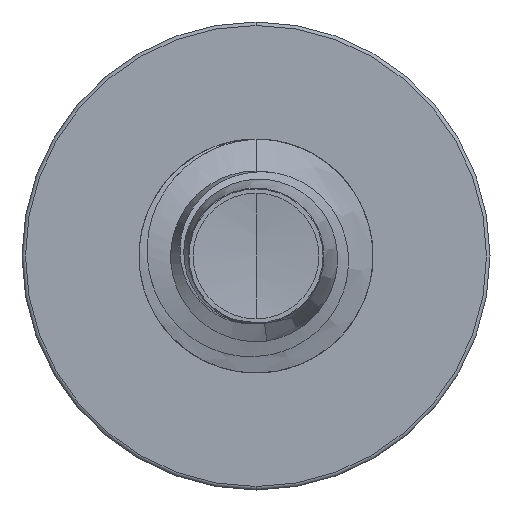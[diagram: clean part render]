
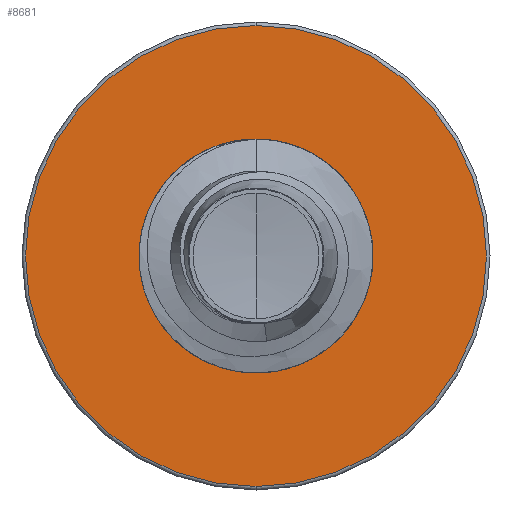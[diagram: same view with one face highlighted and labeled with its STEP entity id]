
A CAD part, front view. The second image highlights one B-rep face of the part: STEP entity #8681.
In plain terms, the highlighted planar face has unit normal (0, -1, 0).
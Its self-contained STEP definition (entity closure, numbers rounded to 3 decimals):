
#49 = CIRCLE ( 'NONE', #4956, 0.866 ) ;
#310 = CARTESIAN_POINT ( 'NONE',  ( 0., 5.5, 0. ) ) ;
#400 = EDGE_LOOP ( 'NONE', ( #1696, #2920 ) ) ;
#423 = EDGE_LOOP ( 'NONE', ( #1302, #7939 ) ) ;
#596 = CIRCLE ( 'NONE', #6596, 1.773 ) ;
#1302 = ORIENTED_EDGE ( 'NONE', *, *, #13491, .F. ) ;
#1463 = DIRECTION ( 'NONE',  ( 0., 0., 1. ) ) ;
#1696 = ORIENTED_EDGE ( 'NONE', *, *, #14354, .T. ) ;
#2099 = AXIS2_PLACEMENT_3D ( 'NONE', #5714, #13079, #3845 ) ;
#2920 = ORIENTED_EDGE ( 'NONE', *, *, #14472, .T. ) ;
#3845 = DIRECTION ( 'NONE',  ( 0., 0., 1. ) ) ;
#3948 = CARTESIAN_POINT ( 'NONE',  ( 0., 5.5, 1.773 ) ) ;
#4956 = AXIS2_PLACEMENT_3D ( 'NONE', #310, #8251, #1463 ) ;
#5381 = VERTEX_POINT ( 'NONE', #10664 ) ;
#5566 = CARTESIAN_POINT ( 'NONE',  ( 0., 5.5, -0.866 ) ) ;
#5641 = CARTESIAN_POINT ( 'NONE',  ( 0., 5.5, 0. ) ) ;
#5714 = CARTESIAN_POINT ( 'NONE',  ( 0., 5.5, -0.866 ) ) ;
#5729 = CIRCLE ( 'NONE', #8777, 0.866 ) ;
#6104 = VERTEX_POINT ( 'NONE', #3948 ) ;
#6205 = CARTESIAN_POINT ( 'NONE',  ( 0., 5.5, 0. ) ) ;
#6596 = AXIS2_PLACEMENT_3D ( 'NONE', #13512, #6692, #14650 ) ;
#6692 = DIRECTION ( 'NONE',  ( 0., 1., 0. ) ) ;
#6784 = DIRECTION ( 'NONE',  ( 0., 0., 1. ) ) ;
#7347 = DIRECTION ( 'NONE',  ( 0., 0., 1. ) ) ;
#7939 = ORIENTED_EDGE ( 'NONE', *, *, #10811, .F. ) ;
#8224 = CIRCLE ( 'NONE', #14414, 1.773 ) ;
#8251 = DIRECTION ( 'NONE',  ( 0., 1., 0. ) ) ;
#8681 = ADVANCED_FACE ( 'NONE', ( #9839, #9454 ), #10647, .F. ) ;
#8777 = AXIS2_PLACEMENT_3D ( 'NONE', #6205, #14172, #7347 ) ;
#9308 = VERTEX_POINT ( 'NONE', #10846 ) ;
#9454 = FACE_BOUND ( 'NONE', #400, .T. ) ;
#9839 = FACE_OUTER_BOUND ( 'NONE', #423, .T. ) ;
#10647 = PLANE ( 'NONE',  #2099 ) ;
#10664 = CARTESIAN_POINT ( 'NONE',  ( 0., 5.5, -1.773 ) ) ;
#10811 = EDGE_CURVE ( 'NONE', #5381, #6104, #596, .T. ) ;
#10846 = CARTESIAN_POINT ( 'NONE',  ( 0., 5.5, 0.866 ) ) ;
#11447 = VERTEX_POINT ( 'NONE', #5566 ) ;
#13079 = DIRECTION ( 'NONE',  ( 0., 1., 0. ) ) ;
#13491 = EDGE_CURVE ( 'NONE', #6104, #5381, #8224, .T. ) ;
#13512 = CARTESIAN_POINT ( 'NONE',  ( 0., 5.5, 0. ) ) ;
#13608 = DIRECTION ( 'NONE',  ( 0., 1., 0. ) ) ;
#14172 = DIRECTION ( 'NONE',  ( 0., 1., 0. ) ) ;
#14354 = EDGE_CURVE ( 'NONE', #9308, #11447, #49, .T. ) ;
#14414 = AXIS2_PLACEMENT_3D ( 'NONE', #5641, #13608, #6784 ) ;
#14472 = EDGE_CURVE ( 'NONE', #11447, #9308, #5729, .T. ) ;
#14650 = DIRECTION ( 'NONE',  ( 0., 0., 1. ) ) ;
